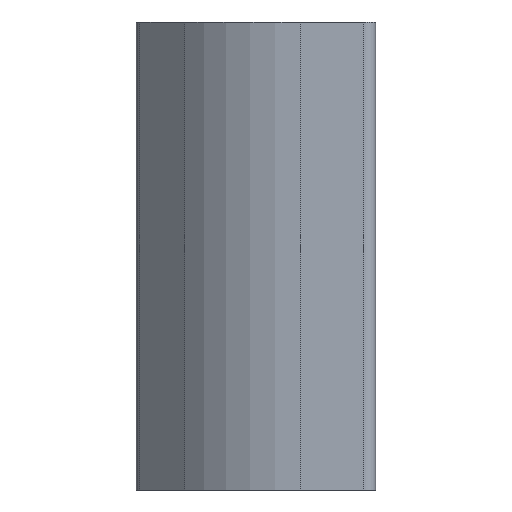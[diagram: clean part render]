
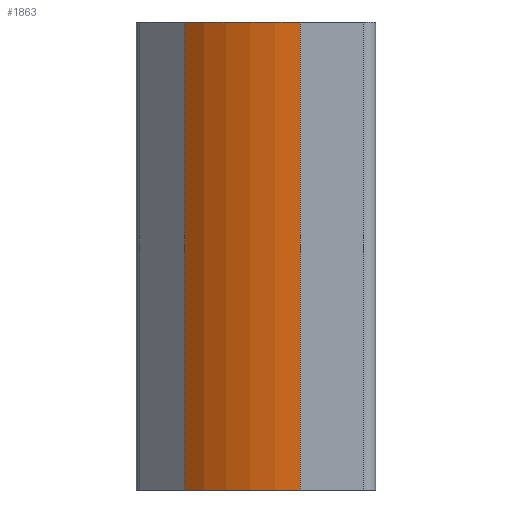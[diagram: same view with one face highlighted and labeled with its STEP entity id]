
A CAD part, left-side view. The second image highlights one B-rep face of the part: STEP entity #1863.
In plain terms, the highlighted cylindrical face has radius 35 mm (diameter 70 mm), a partial arc.
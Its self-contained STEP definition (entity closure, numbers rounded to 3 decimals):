
#106=CIRCLE('',#2040,35.);
#107=CIRCLE('',#2041,35.);
#158=CYLINDRICAL_SURFACE('',#2039,35.);
#241=FACE_OUTER_BOUND('',#336,.T.);
#336=EDGE_LOOP('',(#1494,#1495,#1496,#1497));
#512=LINE('',#3088,#695);
#514=LINE('',#3094,#697);
#695=VECTOR('',#2533,100.);
#697=VECTOR('',#2539,100.);
#883=VERTEX_POINT('',#3085);
#884=VERTEX_POINT('',#3087);
#885=VERTEX_POINT('',#3091);
#886=VERTEX_POINT('',#3093);
#1142=EDGE_CURVE('',#883,#884,#512,.T.);
#1144=EDGE_CURVE('',#883,#885,#106,.T.);
#1145=EDGE_CURVE('',#885,#886,#514,.T.);
#1146=EDGE_CURVE('',#884,#886,#107,.T.);
#1494=ORIENTED_EDGE('',*,*,#1144,.T.);
#1495=ORIENTED_EDGE('',*,*,#1145,.T.);
#1496=ORIENTED_EDGE('',*,*,#1146,.F.);
#1497=ORIENTED_EDGE('',*,*,#1142,.F.);
#1863=ADVANCED_FACE('',(#241),#158,.T.);
#2039=AXIS2_PLACEMENT_3D('',#3090,#2535,#2536);
#2040=AXIS2_PLACEMENT_3D('',#3092,#2537,#2538);
#2041=AXIS2_PLACEMENT_3D('',#3095,#2540,#2541);
#2533=DIRECTION('',(0.,0.,-1.));
#2535=DIRECTION('center_axis',(0.,0.,1.));
#2536=DIRECTION('ref_axis',(0.707,-0.707,0.));
#2537=DIRECTION('center_axis',(0.,0.,-1.));
#2538=DIRECTION('ref_axis',(0.707,-0.707,0.));
#2539=DIRECTION('',(0.,0.,-1.));
#2540=DIRECTION('center_axis',(0.,0.,-1.));
#2541=DIRECTION('ref_axis',(0.707,-0.707,0.));
#3085=CARTESIAN_POINT('',(-22.5,-5.178,100.));
#3087=CARTESIAN_POINT('',(-22.5,-5.178,0.));
#3088=CARTESIAN_POINT('',(-22.5,-5.178,0.));
#3090=CARTESIAN_POINT('Origin',(12.5,-5.178,0.));
#3091=CARTESIAN_POINT('',(-12.249,19.571,100.));
#3092=CARTESIAN_POINT('Origin',(12.5,-5.178,100.));
#3093=CARTESIAN_POINT('',(-12.249,19.571,0.));
#3094=CARTESIAN_POINT('',(-12.249,19.571,0.));
#3095=CARTESIAN_POINT('Origin',(12.5,-5.178,0.));
